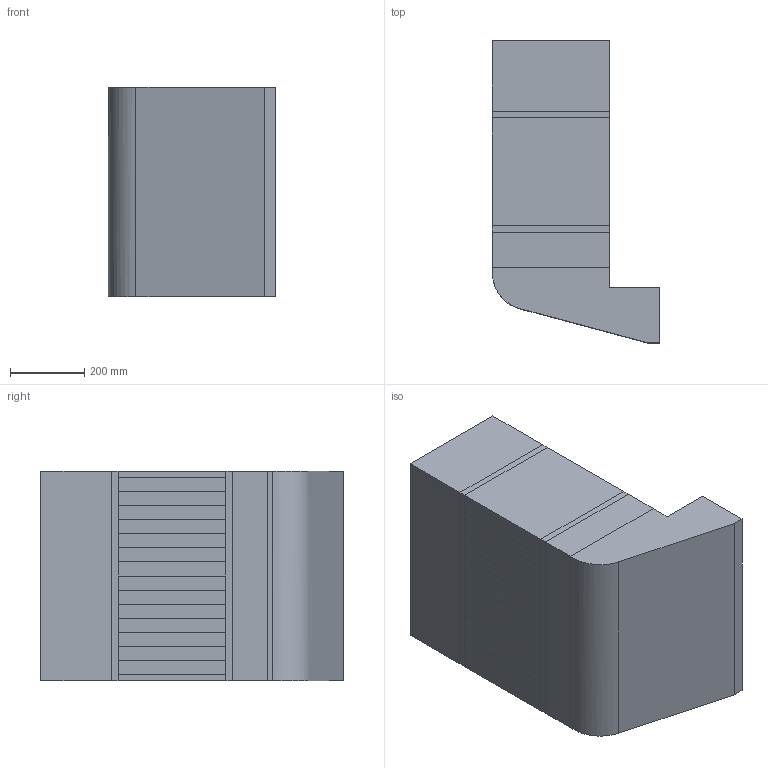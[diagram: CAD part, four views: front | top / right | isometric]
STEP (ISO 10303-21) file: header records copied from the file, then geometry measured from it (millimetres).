
FILE_DESCRIPTION((''),'2;1');
FILE_NAME( 'tele_switch_nt.stp', '2000-08-30T11:11:37',('User'),('SDRC'),'I-DEAS Master Series 8','UNIX', 'Yes');
FILE_SCHEMA(('CONFIG_CONTROL_DESIGN'));
Length unit declared in the file: millimetre
Assembly tree (2 placements, depth 0):
Bounding box: 450 x 814 x 565 mm (x, y, z)
Volume: 131712 mm3; surface area: 4212983.1 mm2
Topology: 42 solids, 379 shells, 617 faces, 1979 edges, 991 vertices
Faces by surface type: bspline 617
Entity records: 17894 total; most frequent: CARTESIAN_POINT 7442, ORIENTED_EDGE 2530, EDGE_CURVE 1979, QUASI_UNIFORM_CURVE 1650, VERTEX_POINT 991, EDGE_LOOP 620, FACE_OUTER_BOUND 617, ADVANCED_FACE 617
